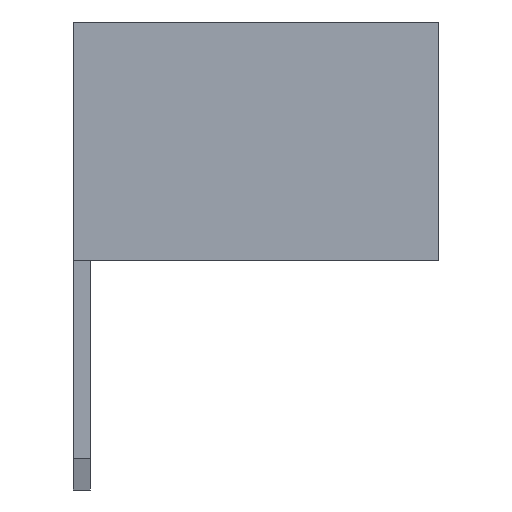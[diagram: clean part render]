
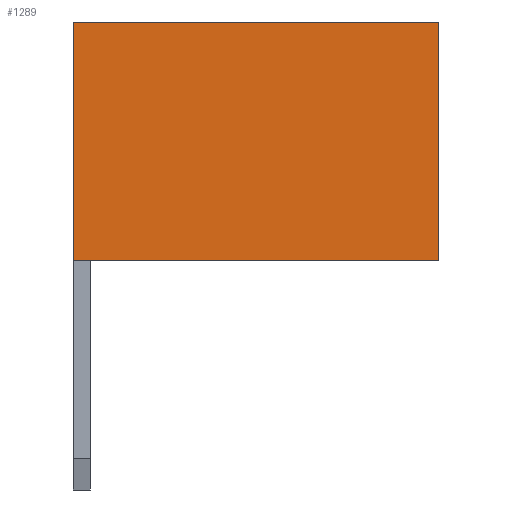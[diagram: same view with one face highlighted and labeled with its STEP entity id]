
A CAD part, left-side view. The second image highlights one B-rep face of the part: STEP entity #1289.
In plain terms, the highlighted planar face has unit normal (-1, 0, 0).
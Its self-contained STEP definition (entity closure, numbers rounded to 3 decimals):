
#1289=ADVANCED_FACE('',(#8917),#8919,.T.);
#8917=FACE_BOUND('',#8918,.T.);
#8918=EDGE_LOOP('',(#15017,#15018,#15019,#15020));
#8919=PLANE('',#8920);
#8920=AXIS2_PLACEMENT_3D('',#8921,#8922,#8923);
#8921=CARTESIAN_POINT('',(-1.,-4.2,0.));
#8922=DIRECTION('',(-1.,0.,0.));
#8923=DIRECTION('',(0.,0.,1.));
#15017=ORIENTED_EDGE('',*,*,#19221,.T.);
#15018=ORIENTED_EDGE('',*,*,#19450,.T.);
#15019=ORIENTED_EDGE('',*,*,#19112,.F.);
#15020=ORIENTED_EDGE('',*,*,#19449,.F.);
#19112=EDGE_CURVE('',#21690,#21692,#21693,.T.);
#19221=EDGE_CURVE('',#21846,#21847,#21848,.T.);
#19449=EDGE_CURVE('',#21846,#21690,#22225,.T.);
#19450=EDGE_CURVE('',#21847,#21692,#22226,.T.);
#21690=VERTEX_POINT('',#26010);
#21692=VERTEX_POINT('',#26014);
#21693=LINE('',#26015,#26016);
#21846=VERTEX_POINT('',#26386);
#21847=VERTEX_POINT('',#26387);
#21848=LINE('',#26388,#26389);
#22225=LINE('',#27221,#27222);
#22226=LINE('',#27224,#27225);
#26010=CARTESIAN_POINT('',(-1.,0.1,0.));
#26014=CARTESIAN_POINT('',(-1.,0.1,2.8));
#26015=CARTESIAN_POINT('',(-1.,0.1,0.));
#26016=VECTOR('',#26017,1.);
#26017=DIRECTION('',(0.,0.,1.));
#26386=CARTESIAN_POINT('',(-1.,-4.2,0.));
#26387=CARTESIAN_POINT('',(-1.,-4.2,2.8));
#26388=CARTESIAN_POINT('',(-1.,-4.2,0.));
#26389=VECTOR('',#26390,1.);
#26390=DIRECTION('',(0.,0.,1.));
#27221=CARTESIAN_POINT('',(-1.,-4.2,0.));
#27222=VECTOR('',#27223,1.);
#27223=DIRECTION('',(0.,1.,0.));
#27224=CARTESIAN_POINT('',(-1.,-4.2,2.8));
#27225=VECTOR('',#27226,1.);
#27226=DIRECTION('',(0.,1.,0.));
